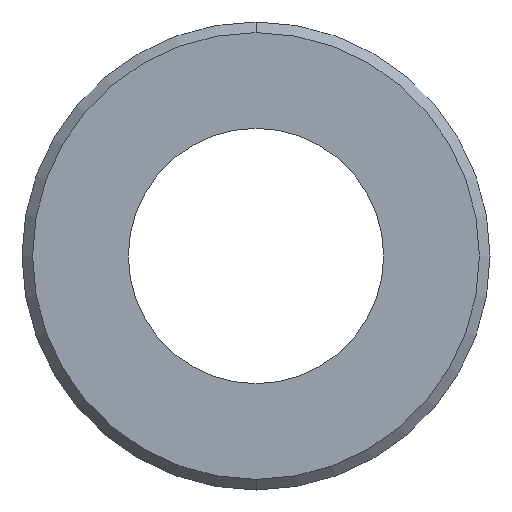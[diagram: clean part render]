
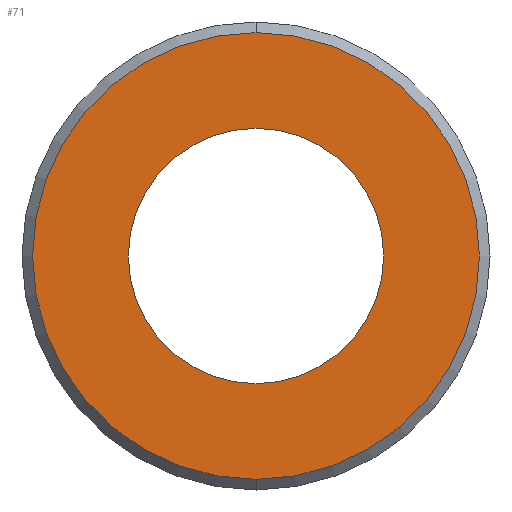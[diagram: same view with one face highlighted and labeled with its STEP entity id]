
A CAD part, front view. The second image highlights one B-rep face of the part: STEP entity #71.
In plain terms, the highlighted planar face has unit normal (0, -1, 0).
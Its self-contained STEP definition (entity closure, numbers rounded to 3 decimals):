
#20 = DIRECTION ( 'NONE',  ( 0., 0., -1. ) ) ;
#21 = AXIS2_PLACEMENT_3D ( 'NONE', #28, #48, #20 ) ;
#28 = CARTESIAN_POINT ( 'NONE',  ( 0., 0., 0. ) ) ;
#30 = CIRCLE ( 'NONE', #21, 10.5 ) ;
#48 = DIRECTION ( 'NONE',  ( 0., -1., 0. ) ) ;
#59 = VERTEX_POINT ( 'NONE', #162 ) ;
#60 = EDGE_CURVE ( 'NONE', #59, #187, #181, .T. ) ;
#70 = ORIENTED_EDGE ( 'NONE', *, *, #73, .F. ) ;
#71 = ADVANCED_FACE ( 'NONE', ( #205, #156 ), #199, .T. ) ;
#72 = ORIENTED_EDGE ( 'NONE', *, *, #110, .T. ) ;
#73 = EDGE_CURVE ( 'NONE', #187, #59, #146, .T. ) ;
#74 = ORIENTED_EDGE ( 'NONE', *, *, #60, .F. ) ;
#78 = VERTEX_POINT ( 'NONE', #142 ) ;
#102 = ORIENTED_EDGE ( 'NONE', *, *, #193, .T. ) ;
#104 = EDGE_LOOP ( 'NONE', ( #72, #102 ) ) ;
#110 = EDGE_CURVE ( 'NONE', #195, #78, #30, .T. ) ;
#111 = EDGE_LOOP ( 'NONE', ( #70, #74 ) ) ;
#142 = CARTESIAN_POINT ( 'NONE',  ( 0., 0., -10.5 ) ) ;
#143 = DIRECTION ( 'NONE',  ( 0., 0., -1. ) ) ;
#144 = DIRECTION ( 'NONE',  ( 0., -1., 0. ) ) ;
#145 = AXIS2_PLACEMENT_3D ( 'NONE', #154, #144, #143 ) ;
#146 = CIRCLE ( 'NONE', #145, 6. ) ;
#149 = DIRECTION ( 'NONE',  ( 0., 0., -1. ) ) ;
#150 = DIRECTION ( 'NONE',  ( 0., -1., 0. ) ) ;
#151 = CARTESIAN_POINT ( 'NONE',  ( 6., 0., 0. ) ) ;
#152 = AXIS2_PLACEMENT_3D ( 'NONE', #151, #150, #149 ) ;
#154 = CARTESIAN_POINT ( 'NONE',  ( 0., 0., 0. ) ) ;
#156 = FACE_BOUND ( 'NONE', #111, .T. ) ;
#162 = CARTESIAN_POINT ( 'NONE',  ( 0., 0., 6. ) ) ;
#165 = CARTESIAN_POINT ( 'NONE',  ( 0., 0., 0. ) ) ;
#181 = CIRCLE ( 'NONE', #213, 6. ) ;
#187 = VERTEX_POINT ( 'NONE', #310 ) ;
#193 = EDGE_CURVE ( 'NONE', #78, #195, #297, .T. ) ;
#195 = VERTEX_POINT ( 'NONE', #289 ) ;
#199 = PLANE ( 'NONE',  #152 ) ;
#205 = FACE_OUTER_BOUND ( 'NONE', #104, .T. ) ;
#206 = DIRECTION ( 'NONE',  ( 0., 0., -1. ) ) ;
#207 = DIRECTION ( 'NONE',  ( 0., -1., 0. ) ) ;
#213 = AXIS2_PLACEMENT_3D ( 'NONE', #165, #207, #206 ) ;
#289 = CARTESIAN_POINT ( 'NONE',  ( 0., 0., 10.5 ) ) ;
#297 = CIRCLE ( 'NONE', #305, 10.5 ) ;
#299 = CARTESIAN_POINT ( 'NONE',  ( 0., 0., 0. ) ) ;
#305 = AXIS2_PLACEMENT_3D ( 'NONE', #299, #352, #351 ) ;
#310 = CARTESIAN_POINT ( 'NONE',  ( 0., 0., -6. ) ) ;
#351 = DIRECTION ( 'NONE',  ( 0., 0., -1. ) ) ;
#352 = DIRECTION ( 'NONE',  ( 0., -1., 0. ) ) ;
